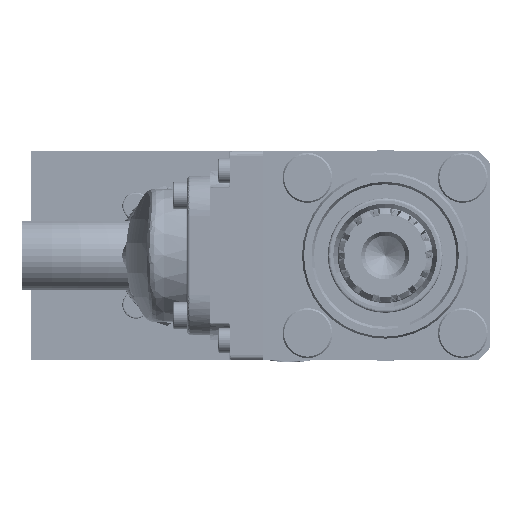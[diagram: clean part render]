
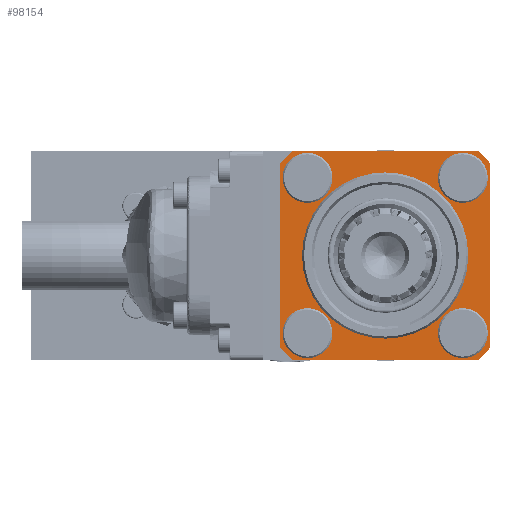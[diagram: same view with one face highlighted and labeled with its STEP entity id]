
A CAD part, left-side view. The second image highlights one B-rep face of the part: STEP entity #98154.
In plain terms, the highlighted planar face has unit normal (-1, 0, 0).
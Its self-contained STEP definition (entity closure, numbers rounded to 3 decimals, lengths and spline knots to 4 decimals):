
#4461=FACE_BOUND('',#17892,.T.);
#4462=FACE_BOUND('',#17893,.T.);
#4463=FACE_BOUND('',#17894,.T.);
#4464=FACE_BOUND('',#17895,.T.);
#4465=FACE_BOUND('',#17896,.T.);
#7274=PLANE('',#106609);
#12419=FACE_OUTER_BOUND('',#17891,.T.);
#17891=EDGE_LOOP('',(#88405,#88406,#88407,#88408,#88409,#88410,#88411,#88412));
#17892=EDGE_LOOP('',(#88413,#88414));
#17893=EDGE_LOOP('',(#88415,#88416));
#17894=EDGE_LOOP('',(#88417,#88418));
#17895=EDGE_LOOP('',(#88419,#88420));
#17896=EDGE_LOOP('',(#88421,#88422));
#22034=CIRCLE('',#106607,1.665);
#22035=CIRCLE('',#106608,1.665);
#22036=CIRCLE('',#106610,2.8);
#22037=CIRCLE('',#106611,2.8);
#22038=CIRCLE('',#106612,2.8);
#22039=CIRCLE('',#106613,2.8);
#22040=CIRCLE('',#106614,0.3);
#22041=CIRCLE('',#106615,0.3);
#22042=CIRCLE('',#106616,0.3);
#22043=CIRCLE('',#106617,0.3);
#22044=CIRCLE('',#106618,0.3);
#22045=CIRCLE('',#106619,0.3);
#22046=CIRCLE('',#106620,0.3);
#22047=CIRCLE('',#106621,0.3);
#31283=LINE('',#210402,#39239);
#31284=LINE('',#210406,#39240);
#31285=LINE('',#210410,#39241);
#31286=LINE('',#210414,#39242);
#39239=VECTOR('',#129960,3.7041);
#39240=VECTOR('',#129963,3.7041);
#39241=VECTOR('',#129966,3.7041);
#39242=VECTOR('',#129969,3.7041);
#48646=VERTEX_POINT('',#210394);
#48647=VERTEX_POINT('',#210396);
#48648=VERTEX_POINT('',#210400);
#48649=VERTEX_POINT('',#210401);
#48650=VERTEX_POINT('',#210403);
#48651=VERTEX_POINT('',#210405);
#48652=VERTEX_POINT('',#210407);
#48653=VERTEX_POINT('',#210409);
#48654=VERTEX_POINT('',#210411);
#48655=VERTEX_POINT('',#210413);
#48656=VERTEX_POINT('',#210416);
#48657=VERTEX_POINT('',#210417);
#48658=VERTEX_POINT('',#210420);
#48659=VERTEX_POINT('',#210421);
#48660=VERTEX_POINT('',#210424);
#48661=VERTEX_POINT('',#210425);
#48662=VERTEX_POINT('',#210428);
#48663=VERTEX_POINT('',#210429);
#62195=EDGE_CURVE('',#48647,#48646,#22034,.T.);
#62196=EDGE_CURVE('',#48646,#48647,#22035,.T.);
#62197=EDGE_CURVE('',#48648,#48649,#31283,.T.);
#62198=EDGE_CURVE('',#48650,#48648,#22036,.T.);
#62199=EDGE_CURVE('',#48651,#48650,#31284,.T.);
#62200=EDGE_CURVE('',#48652,#48651,#22037,.T.);
#62201=EDGE_CURVE('',#48653,#48652,#31285,.T.);
#62202=EDGE_CURVE('',#48654,#48653,#22038,.T.);
#62203=EDGE_CURVE('',#48655,#48654,#31286,.T.);
#62204=EDGE_CURVE('',#48649,#48655,#22039,.T.);
#62205=EDGE_CURVE('',#48656,#48657,#22040,.T.);
#62206=EDGE_CURVE('',#48657,#48656,#22041,.T.);
#62207=EDGE_CURVE('',#48658,#48659,#22042,.T.);
#62208=EDGE_CURVE('',#48659,#48658,#22043,.T.);
#62209=EDGE_CURVE('',#48660,#48661,#22044,.T.);
#62210=EDGE_CURVE('',#48661,#48660,#22045,.T.);
#62211=EDGE_CURVE('',#48662,#48663,#22046,.T.);
#62212=EDGE_CURVE('',#48663,#48662,#22047,.T.);
#88405=ORIENTED_EDGE('',*,*,#62197,.F.);
#88406=ORIENTED_EDGE('',*,*,#62198,.F.);
#88407=ORIENTED_EDGE('',*,*,#62199,.F.);
#88408=ORIENTED_EDGE('',*,*,#62200,.F.);
#88409=ORIENTED_EDGE('',*,*,#62201,.F.);
#88410=ORIENTED_EDGE('',*,*,#62202,.F.);
#88411=ORIENTED_EDGE('',*,*,#62203,.F.);
#88412=ORIENTED_EDGE('',*,*,#62204,.F.);
#88413=ORIENTED_EDGE('',*,*,#62195,.T.);
#88414=ORIENTED_EDGE('',*,*,#62196,.T.);
#88415=ORIENTED_EDGE('',*,*,#62205,.T.);
#88416=ORIENTED_EDGE('',*,*,#62206,.T.);
#88417=ORIENTED_EDGE('',*,*,#62207,.T.);
#88418=ORIENTED_EDGE('',*,*,#62208,.T.);
#88419=ORIENTED_EDGE('',*,*,#62209,.T.);
#88420=ORIENTED_EDGE('',*,*,#62210,.T.);
#88421=ORIENTED_EDGE('',*,*,#62211,.T.);
#88422=ORIENTED_EDGE('',*,*,#62212,.T.);
#98154=ADVANCED_FACE('',(#12419,#4461,#4462,#4463,#4464,#4465),#7274,.T.);
#106607=AXIS2_PLACEMENT_3D('',#210397,#129954,#129955);
#106608=AXIS2_PLACEMENT_3D('',#210398,#129956,#129957);
#106609=AXIS2_PLACEMENT_3D('',#210399,#129958,#129959);
#106610=AXIS2_PLACEMENT_3D('',#210404,#129961,#129962);
#106611=AXIS2_PLACEMENT_3D('',#210408,#129964,#129965);
#106612=AXIS2_PLACEMENT_3D('',#210412,#129967,#129968);
#106613=AXIS2_PLACEMENT_3D('',#210415,#129970,#129971);
#106614=AXIS2_PLACEMENT_3D('',#210418,#129972,#129973);
#106615=AXIS2_PLACEMENT_3D('',#210419,#129974,#129975);
#106616=AXIS2_PLACEMENT_3D('',#210422,#129976,#129977);
#106617=AXIS2_PLACEMENT_3D('',#210423,#129978,#129979);
#106618=AXIS2_PLACEMENT_3D('',#210426,#129980,#129981);
#106619=AXIS2_PLACEMENT_3D('',#210427,#129982,#129983);
#106620=AXIS2_PLACEMENT_3D('',#210430,#129984,#129985);
#106621=AXIS2_PLACEMENT_3D('',#210431,#129986,#129987);
#129954=DIRECTION('center_axis',(1.,0.,0.));
#129955=DIRECTION('ref_axis',(0.,1.,0.));
#129956=DIRECTION('center_axis',(1.,0.,0.));
#129957=DIRECTION('ref_axis',(0.,1.,0.));
#129958=DIRECTION('center_axis',(-1.,0.,0.));
#129959=DIRECTION('ref_axis',(0.,1.,0.));
#129960=DIRECTION('',(0.,0.,1.));
#129961=DIRECTION('center_axis',(1.,0.,0.));
#129962=DIRECTION('ref_axis',(0.,0.661,-0.75));
#129963=DIRECTION('',(0.,1.,0.));
#129964=DIRECTION('center_axis',(1.,0.,0.));
#129965=DIRECTION('ref_axis',(0.,-0.75,-0.661));
#129966=DIRECTION('',(0.,0.,-1.));
#129967=DIRECTION('center_axis',(1.,0.,0.));
#129968=DIRECTION('ref_axis',(0.,-0.661,0.75));
#129969=DIRECTION('',(0.,-1.,0.));
#129970=DIRECTION('center_axis',(1.,0.,0.));
#129971=DIRECTION('ref_axis',(0.,0.75,0.661));
#129972=DIRECTION('center_axis',(1.,0.,0.));
#129973=DIRECTION('ref_axis',(0.,1.,0.));
#129974=DIRECTION('center_axis',(1.,0.,0.));
#129975=DIRECTION('ref_axis',(0.,1.,0.));
#129976=DIRECTION('center_axis',(1.,0.,0.));
#129977=DIRECTION('ref_axis',(0.,1.,0.));
#129978=DIRECTION('center_axis',(1.,0.,0.));
#129979=DIRECTION('ref_axis',(0.,1.,0.));
#129980=DIRECTION('center_axis',(1.,0.,0.));
#129981=DIRECTION('ref_axis',(0.,1.,0.));
#129982=DIRECTION('center_axis',(1.,0.,0.));
#129983=DIRECTION('ref_axis',(0.,1.,0.));
#129984=DIRECTION('center_axis',(1.,0.,0.));
#129985=DIRECTION('ref_axis',(0.,1.,0.));
#129986=DIRECTION('center_axis',(1.,0.,0.));
#129987=DIRECTION('ref_axis',(0.,1.,0.));
#210394=CARTESIAN_POINT('',(2.4,-1.665,0.));
#210396=CARTESIAN_POINT('',(2.4,1.665,0.));
#210397=CARTESIAN_POINT('Origin',(2.4,0.,0.));
#210398=CARTESIAN_POINT('Origin',(2.4,0.,0.));
#210399=CARTESIAN_POINT('Origin',(2.4,0.,0.));
#210400=CARTESIAN_POINT('',(2.4,2.1,-1.852));
#210401=CARTESIAN_POINT('',(2.4,2.1,1.852));
#210402=CARTESIAN_POINT('',(2.4,2.1,-1.852));
#210403=CARTESIAN_POINT('',(2.4,1.852,-2.1));
#210404=CARTESIAN_POINT('Origin',(2.4,0.,0.));
#210405=CARTESIAN_POINT('',(2.4,-1.852,-2.1));
#210406=CARTESIAN_POINT('',(2.4,-1.852,-2.1));
#210407=CARTESIAN_POINT('',(2.4,-2.1,-1.852));
#210408=CARTESIAN_POINT('Origin',(2.4,0.,0.));
#210409=CARTESIAN_POINT('',(2.4,-2.1,1.852));
#210410=CARTESIAN_POINT('',(2.4,-2.1,1.852));
#210411=CARTESIAN_POINT('',(2.4,-1.852,2.1));
#210412=CARTESIAN_POINT('Origin',(2.4,0.,0.));
#210413=CARTESIAN_POINT('',(2.4,1.852,2.1));
#210414=CARTESIAN_POINT('',(2.4,1.852,2.1));
#210415=CARTESIAN_POINT('Origin',(2.4,0.,0.));
#210416=CARTESIAN_POINT('',(2.4,1.2556,-1.5556));
#210417=CARTESIAN_POINT('',(2.4,1.8556,-1.5556));
#210418=CARTESIAN_POINT('Origin',(2.4,1.5556,-1.5556));
#210419=CARTESIAN_POINT('Origin',(2.4,1.5556,-1.5556));
#210420=CARTESIAN_POINT('',(2.4,1.2556,1.5556));
#210421=CARTESIAN_POINT('',(2.4,1.8556,1.5556));
#210422=CARTESIAN_POINT('Origin',(2.4,1.5556,1.5556));
#210423=CARTESIAN_POINT('Origin',(2.4,1.5556,1.5556));
#210424=CARTESIAN_POINT('',(2.4,-1.8556,1.5556));
#210425=CARTESIAN_POINT('',(2.4,-1.2556,1.5556));
#210426=CARTESIAN_POINT('Origin',(2.4,-1.5556,1.5556));
#210427=CARTESIAN_POINT('Origin',(2.4,-1.5556,1.5556));
#210428=CARTESIAN_POINT('',(2.4,-1.8556,-1.5556));
#210429=CARTESIAN_POINT('',(2.4,-1.2556,-1.5556));
#210430=CARTESIAN_POINT('Origin',(2.4,-1.5556,-1.5556));
#210431=CARTESIAN_POINT('Origin',(2.4,-1.5556,-1.5556));
